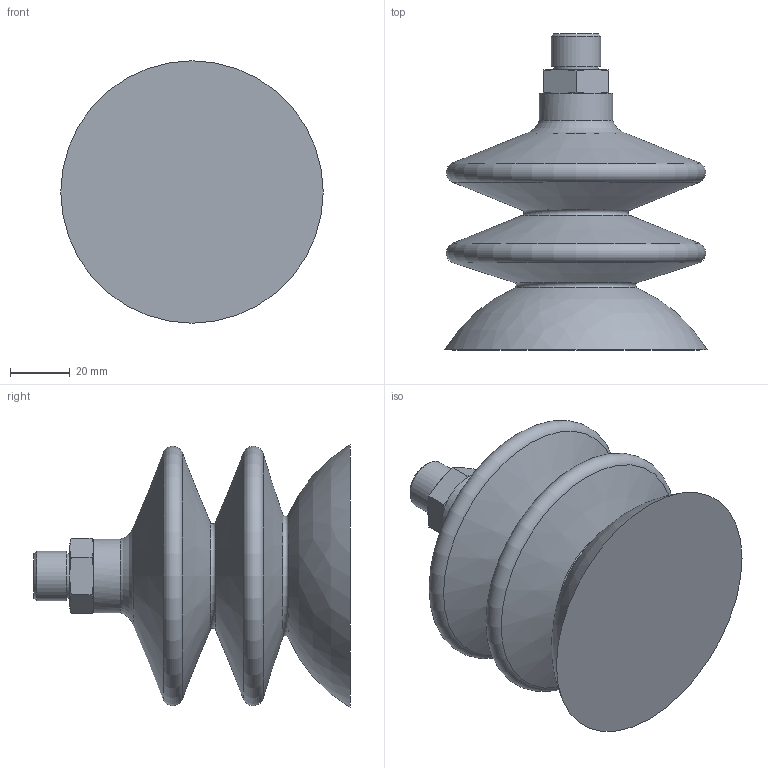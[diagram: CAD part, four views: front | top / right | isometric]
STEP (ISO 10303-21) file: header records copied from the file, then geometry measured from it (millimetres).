
FILE_DESCRIPTION(/* description */ (''),/* implementation_level */ '2;1');
FILE_NAME(/* name */ 'vf90nit_rac28r3-8m.stp',/* time_stamp */ '2020-09-28T10:51:27+02:00',/* author */ ('enginyeria'),/* organization */ (''),/* preprocessor_version */ 'ST-DEVELOPER v17.2',/* originating_system */ 'Autodesk Inventor 2019',/* authorisation */ '');
FILE_SCHEMA (('CONFIG_CONTROL_DESIGN'));
Length unit declared in the file: millimetre
Products named in the file (1): vf90nit_rac28r3-8m
Bounding box: 88 x 106 x 88 mm (x, y, z)
Volume: 276413.6 mm3; surface area: 39545.6 mm2
Topology: 1 solids, 1 shells, 40 faces, 107 edges, 73 vertices
Faces by surface type: cone 18, plane 12, torus 5, cylinder 4, bspline 1
Full cylindrical faces by diameter (mm): 8 x1, 14.95 x1, 16.662 x1, 24.7 x1
Entity records: 1403 total; most frequent: CARTESIAN_POINT 295, DIRECTION 230, ORIENTED_EDGE 214, EDGE_CURVE 107, AXIS2_PLACEMENT_3D 107, VERTEX_POINT 73, CIRCLE 67, EDGE_LOOP 44
